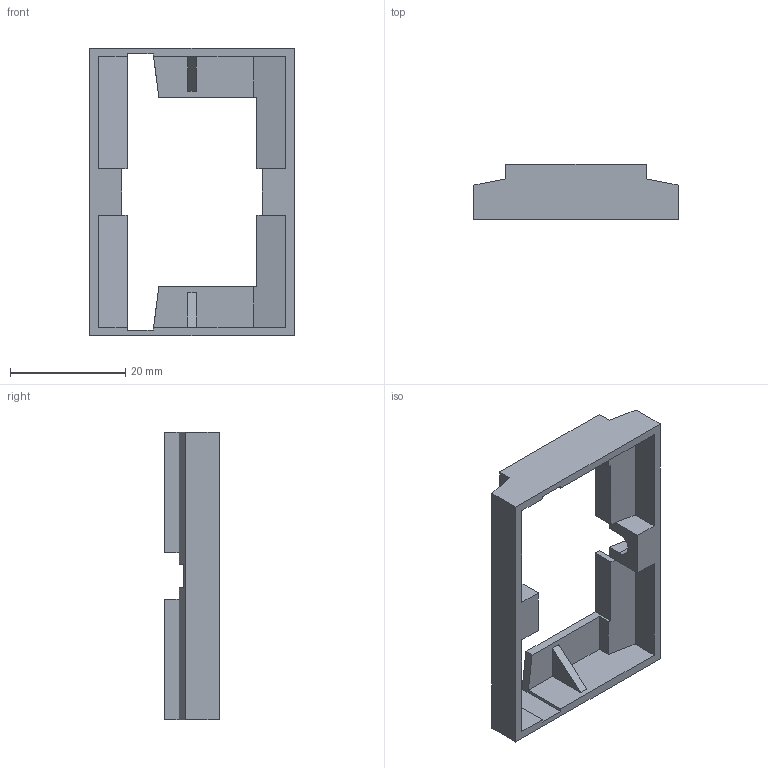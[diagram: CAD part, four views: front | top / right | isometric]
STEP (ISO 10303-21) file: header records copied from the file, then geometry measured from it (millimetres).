
FILE_DESCRIPTION((''),'2;1');
FILE_NAME('14002_NOSILEC_VALJCKA','2022-09-19T11:02:14',('PredragRovcanin'),('Audax d.o.o.'),'CREO PARAMETRIC BY PTC INC, 2020281','CREO PARAMETRIC BY PTC INC, 2020281','');
FILE_SCHEMA(('AUTOMOTIVE_DESIGN { 1 0 10303 214 1 1 1 1 }'));
Length unit declared in the file: millimetre
Products named in the file (1): 14002_NOSILEC_VALJCKA
Bounding box: 35.5 x 9.5 x 50 mm (x, y, z)
Volume: 3255.6 mm3; surface area: 4843.2 mm2
Topology: 1 solids, 1 shells, 63 faces, 178 edges, 116 vertices
Faces by surface type: plane 61, cylinder 2
Entity records: 2531 total; most frequent: CARTESIAN_POINT 359, ORIENTED_EDGE 356, COLOUR_RGB 319, DIRECTION 308, EDGE_CURVE 178, VECTOR 174, LINE 174, VERTEX_POINT 116
